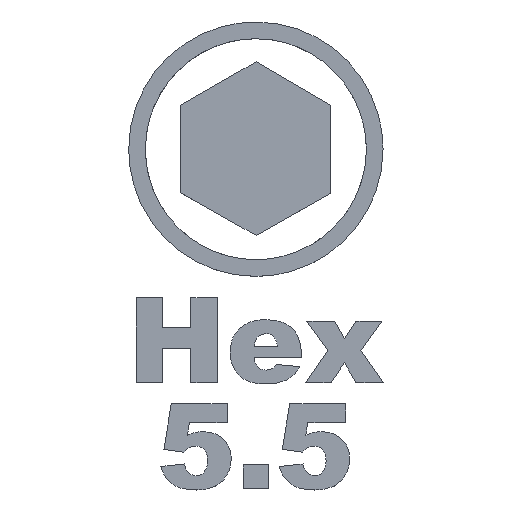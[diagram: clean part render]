
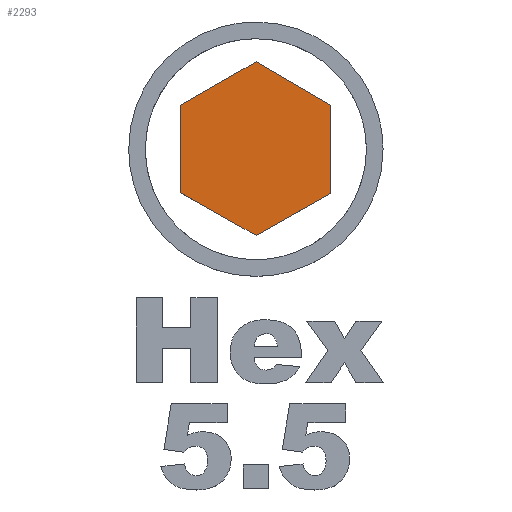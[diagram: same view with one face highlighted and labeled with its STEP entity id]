
A CAD part, top view. The second image highlights one B-rep face of the part: STEP entity #2293.
In plain terms, the highlighted planar face has unit normal (0, 0, 1).
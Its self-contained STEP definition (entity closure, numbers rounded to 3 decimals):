
#209=PLANE('',#2438);
#285=FACE_OUTER_BOUND('',#419,.T.);
#419=EDGE_LOOP('',(#1645,#1646,#1647,#1648,#1649,#1650));
#545=LINE('',#3014,#765);
#549=LINE('',#3022,#769);
#552=LINE('',#3028,#772);
#555=LINE('',#3034,#775);
#558=LINE('',#3040,#778);
#561=LINE('',#3045,#781);
#765=VECTOR('',#2514,10.);
#769=VECTOR('',#2520,10.);
#772=VECTOR('',#2525,10.);
#775=VECTOR('',#2530,10.);
#778=VECTOR('',#2535,10.);
#781=VECTOR('',#2540,10.);
#1009=VERTEX_POINT('',#3012);
#1010=VERTEX_POINT('',#3013);
#1013=VERTEX_POINT('',#3021);
#1015=VERTEX_POINT('',#3027);
#1017=VERTEX_POINT('',#3033);
#1019=VERTEX_POINT('',#3039);
#1249=EDGE_CURVE('',#1009,#1010,#545,.T.);
#1253=EDGE_CURVE('',#1013,#1009,#549,.T.);
#1256=EDGE_CURVE('',#1015,#1013,#552,.T.);
#1259=EDGE_CURVE('',#1017,#1015,#555,.T.);
#1262=EDGE_CURVE('',#1019,#1017,#558,.T.);
#1265=EDGE_CURVE('',#1010,#1019,#561,.T.);
#1645=ORIENTED_EDGE('',*,*,#1265,.F.);
#1646=ORIENTED_EDGE('',*,*,#1249,.F.);
#1647=ORIENTED_EDGE('',*,*,#1253,.F.);
#1648=ORIENTED_EDGE('',*,*,#1256,.F.);
#1649=ORIENTED_EDGE('',*,*,#1259,.F.);
#1650=ORIENTED_EDGE('',*,*,#1262,.F.);
#2293=ADVANCED_FACE('',(#285),#209,.T.);
#2438=AXIS2_PLACEMENT_3D('',#3047,#2542,#2543);
#2514=DIRECTION('',(-0.872,-0.489,0.));
#2520=DIRECTION('',(0.,-1.,0.));
#2525=DIRECTION('',(0.865,-0.502,0.));
#2530=DIRECTION('',(0.866,0.5,0.));
#2535=DIRECTION('',(0.,1.,0.));
#2540=DIRECTION('',(-0.87,0.494,0.));
#2542=DIRECTION('center_axis',(0.,0.,1.));
#2543=DIRECTION('ref_axis',(-1.,0.,0.));
#3012=CARTESIAN_POINT('',(43.552,-125.745,0.));
#3013=CARTESIAN_POINT('',(40.018,-127.728,0.));
#3014=CARTESIAN_POINT('',(43.552,-125.745,0.));
#3021=CARTESIAN_POINT('',(43.552,-121.588,0.));
#3022=CARTESIAN_POINT('',(43.552,-121.588,0.));
#3027=CARTESIAN_POINT('',(40.018,-119.539,0.));
#3028=CARTESIAN_POINT('',(40.018,-119.539,0.));
#3033=CARTESIAN_POINT('',(36.469,-121.588,0.));
#3034=CARTESIAN_POINT('',(36.469,-121.588,0.));
#3039=CARTESIAN_POINT('',(36.469,-125.714,0.));
#3040=CARTESIAN_POINT('',(36.469,-125.714,0.));
#3045=CARTESIAN_POINT('',(40.018,-127.728,0.));
#3047=CARTESIAN_POINT('Origin',(40.01,-123.634,0.));
